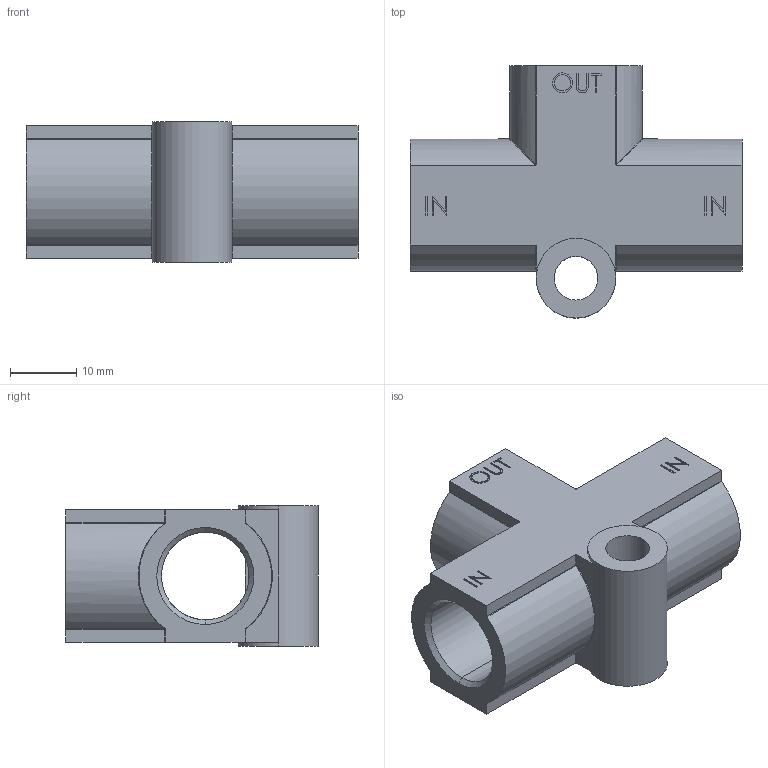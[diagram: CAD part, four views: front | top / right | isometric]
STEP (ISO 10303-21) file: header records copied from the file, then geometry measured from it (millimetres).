
FILE_DESCRIPTION (( 'STEP AP214' ), '1' );
FILE_NAME ('VRVR1221124215775681.step', '2007-11-25T02:57:16', ( 'SysAdmin' ), ( 'SolidWorks' ), 'SwSTEP 2.0', 'SolidWorks 2008', '' );
FILE_SCHEMA (( 'AUTOMOTIVE_DESIGN' ));
Length unit declared in the file: millimetre
Products named in the file (2): VRVR1221124215775681; VR1220-02.step_Shuttle Valve_1220
Assembly tree (1 placements, depth 2):
  VRVR1221124215775681
    VR1220-02.step_Shuttle Valve_1220
Bounding box: 50 x 38 x 21.2 mm (x, y, z)
Volume: 12835.6 mm3; surface area: 8022.6 mm2
Topology: 1 solids, 1 shells, 143 faces, 365 edges, 224 vertices
Faces by surface type: plane 74, cylinder 36, bspline 17, sphere 8, cone 6, torus 2
Entity records: 6088 total; most frequent: CARTESIAN_POINT 1979, ORIENTED_EDGE 714, DIRECTION 663, EDGE_CURVE 357, VECTOR 239, LINE 239, VERTEX_POINT 224, AXIS2_PLACEMENT_3D 212
